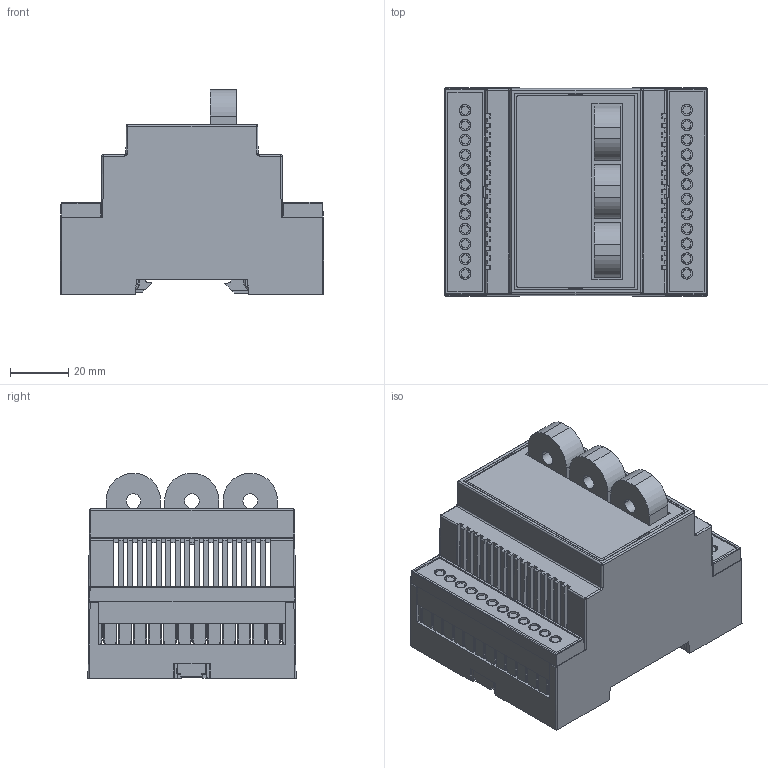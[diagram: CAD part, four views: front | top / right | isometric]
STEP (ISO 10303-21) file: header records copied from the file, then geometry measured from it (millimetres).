
FILE_DESCRIPTION (( 'STEP AP203' ), '1' );
FILE_NAME ('GT5A.STEP', '2018-07-13T13:45:54', ( '' ), ( '' ), 'SwSTEP 2.0', 'SolidWorks 2017', '' );
FILE_SCHEMA (( 'CONFIG_CONTROL_DESIGN' ));
Products named in the file (1): AD-LU 50 GT
Bounding box: 90 x 71.2 x 70 mm (x, y, z)
Volume: 57443.7 mm3; surface area: 83576.3 mm2
Topology: 15 solids, 15 shells, 2026 faces, 5934 edges, 3786 vertices
Faces by surface type: plane 1238, cylinder 648, sphere 99, bspline 33, cone 4, torus 4
Entity records: 74876 total; most frequent: CARTESIAN_POINT 24512, ORIENTED_EDGE 11726, DIRECTION 8535, EDGE_CURVE 5863, VECTOR 3899, LINE 3899, VERTEX_POINT 3754, AXIS2_PLACEMENT_3D 2318
